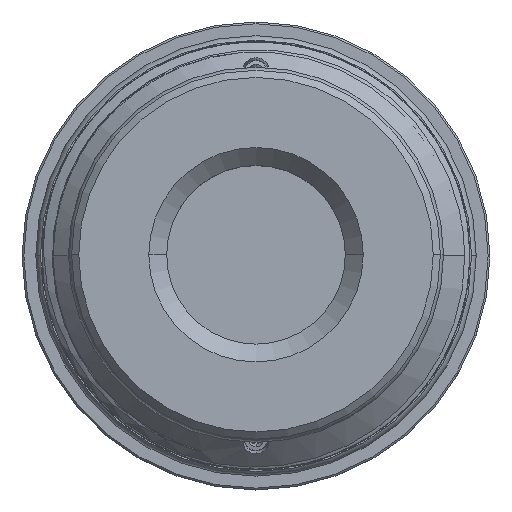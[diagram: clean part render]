
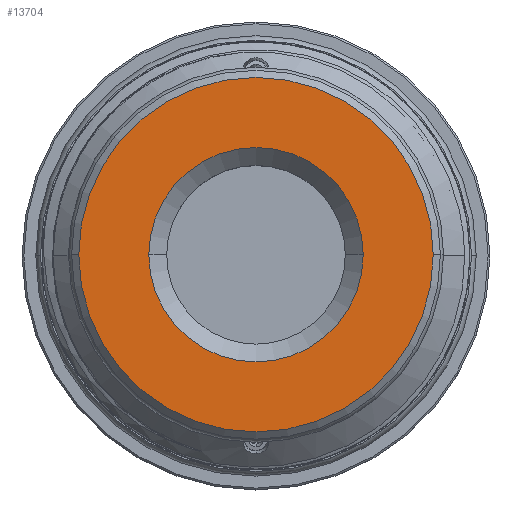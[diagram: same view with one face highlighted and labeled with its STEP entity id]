
A CAD part, top view. The second image highlights one B-rep face of the part: STEP entity #13704.
In plain terms, the highlighted planar face has unit normal (0, 0, 1).
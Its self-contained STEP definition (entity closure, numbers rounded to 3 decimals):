
#394 = ORIENTED_EDGE ( 'NONE', *, *, #6719, .T. ) ;
#576 = FACE_BOUND ( 'NONE', #12818, .T. ) ;
#2180 = CIRCLE ( 'NONE', #13223, 19.84 ) ;
#3146 = CARTESIAN_POINT ( 'NONE',  ( 0., 0., 85.95 ) ) ;
#3290 = VERTEX_POINT ( 'NONE', #3632 ) ;
#3632 = CARTESIAN_POINT ( 'NONE',  ( 12., 0., 85.95 ) ) ;
#4178 = CARTESIAN_POINT ( 'NONE',  ( 19.84, 0., 85.95 ) ) ;
#4237 = CARTESIAN_POINT ( 'NONE',  ( 0., 0., 85.95 ) ) ;
#4259 = DIRECTION ( 'NONE',  ( 1., 0., 0. ) ) ;
#4517 = DIRECTION ( 'NONE',  ( 0., 0., 1. ) ) ;
#4565 = PLANE ( 'NONE',  #10158 ) ;
#4748 = CARTESIAN_POINT ( 'NONE',  ( -19.84, 0., 85.95 ) ) ;
#4890 = DIRECTION ( 'NONE',  ( 1., 0., 0. ) ) ;
#5301 = DIRECTION ( 'NONE',  ( 0., 0., 1. ) ) ;
#5320 = EDGE_LOOP ( 'NONE', ( #6117, #7874 ) ) ;
#5795 = CARTESIAN_POINT ( 'NONE',  ( 20.64, 0., 85.95 ) ) ;
#6117 = ORIENTED_EDGE ( 'NONE', *, *, #6449, .T. ) ;
#6445 = DIRECTION ( 'NONE',  ( 0., 0., 1. ) ) ;
#6449 = EDGE_CURVE ( 'NONE', #11497, #11671, #7257, .T. ) ;
#6719 = EDGE_CURVE ( 'NONE', #3290, #6830, #10667, .T. ) ;
#6830 = VERTEX_POINT ( 'NONE', #13771 ) ;
#7218 = CARTESIAN_POINT ( 'NONE',  ( 0., 0., 85.95 ) ) ;
#7257 = CIRCLE ( 'NONE', #11038, 19.84 ) ;
#7390 = CIRCLE ( 'NONE', #10133, 12. ) ;
#7874 = ORIENTED_EDGE ( 'NONE', *, *, #14743, .T. ) ;
#8019 = DIRECTION ( 'NONE',  ( 1., 0., 0. ) ) ;
#8913 = AXIS2_PLACEMENT_3D ( 'NONE', #7218, #11934, #4890 ) ;
#10133 = AXIS2_PLACEMENT_3D ( 'NONE', #14069, #11782, #13023 ) ;
#10134 = EDGE_CURVE ( 'NONE', #6830, #3290, #7390, .T. ) ;
#10158 = AXIS2_PLACEMENT_3D ( 'NONE', #5795, #4517, #8019 ) ;
#10667 = CIRCLE ( 'NONE', #8913, 12. ) ;
#11038 = AXIS2_PLACEMENT_3D ( 'NONE', #4237, #5301, #11181 ) ;
#11181 = DIRECTION ( 'NONE',  ( 1., 0., 0. ) ) ;
#11497 = VERTEX_POINT ( 'NONE', #4748 ) ;
#11671 = VERTEX_POINT ( 'NONE', #4178 ) ;
#11782 = DIRECTION ( 'NONE',  ( 0., 0., -1. ) ) ;
#11934 = DIRECTION ( 'NONE',  ( 0., 0., -1. ) ) ;
#12522 = FACE_OUTER_BOUND ( 'NONE', #5320, .T. ) ;
#12818 = EDGE_LOOP ( 'NONE', ( #394, #13682 ) ) ;
#13023 = DIRECTION ( 'NONE',  ( 1., 0., 0. ) ) ;
#13223 = AXIS2_PLACEMENT_3D ( 'NONE', #3146, #6445, #4259 ) ;
#13682 = ORIENTED_EDGE ( 'NONE', *, *, #10134, .T. ) ;
#13704 = ADVANCED_FACE ( 'NONE', ( #576, #12522 ), #4565, .T. ) ;
#13771 = CARTESIAN_POINT ( 'NONE',  ( -12., 0., 85.95 ) ) ;
#14069 = CARTESIAN_POINT ( 'NONE',  ( 0., 0., 85.95 ) ) ;
#14743 = EDGE_CURVE ( 'NONE', #11671, #11497, #2180, .T. ) ;
